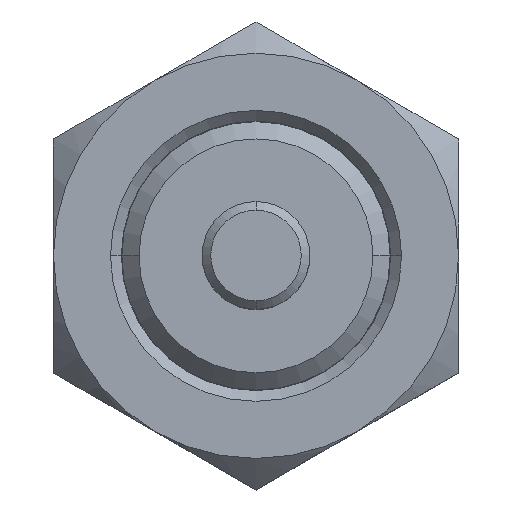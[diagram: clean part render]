
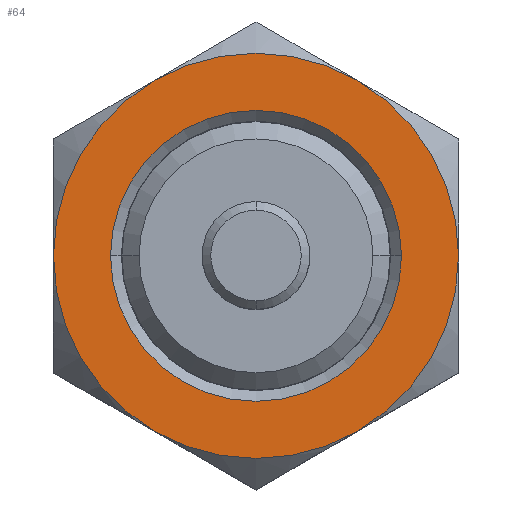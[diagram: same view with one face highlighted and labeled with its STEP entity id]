
A CAD part, top view. The second image highlights one B-rep face of the part: STEP entity #64.
In plain terms, the highlighted planar face has unit normal (0, 0, 1).
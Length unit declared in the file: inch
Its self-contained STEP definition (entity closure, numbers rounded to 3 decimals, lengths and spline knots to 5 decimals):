
#15 = AXIS2_PLACEMENT_3D ( 'NONE', #2451, #1018, #2687 ) ;
#25 = ORIENTED_EDGE ( 'NONE', *, *, #1639, .T. ) ;
#42 = DIRECTION ( 'NONE',  ( 0., 0., -1. ) ) ;
#64 = ADVANCED_FACE ( 'NONE', ( #2760, #920 ), #2045, .F. ) ;
#77 = CARTESIAN_POINT ( 'NONE',  ( 0.3375, 0., 0.19 ) ) ;
#144 = CIRCLE ( 'NONE', #591, 0.47 ) ;
#248 = CIRCLE ( 'NONE', #2753, 0.3375 ) ;
#260 = CARTESIAN_POINT ( 'NONE',  ( -0.47, 0., 0.19 ) ) ;
#475 = CARTESIAN_POINT ( 'NONE',  ( -0.235, 0.40703, 0.19 ) ) ;
#497 = VERTEX_POINT ( 'NONE', #2650 ) ;
#508 = CIRCLE ( 'NONE', #659, 0.47 ) ;
#571 = VERTEX_POINT ( 'NONE', #2442 ) ;
#591 = AXIS2_PLACEMENT_3D ( 'NONE', #882, #2569, #1133 ) ;
#600 = EDGE_CURVE ( 'NONE', #2874, #571, #1664, .T. ) ;
#607 = DIRECTION ( 'NONE',  ( 0., 0., -1. ) ) ;
#659 = AXIS2_PLACEMENT_3D ( 'NONE', #2263, #820, #2503 ) ;
#685 = DIRECTION ( 'NONE',  ( 0., 0., -1. ) ) ;
#717 = DIRECTION ( 'NONE',  ( 0., 0., -1. ) ) ;
#771 = AXIS2_PLACEMENT_3D ( 'NONE', #1494, #42, #1736 ) ;
#820 = DIRECTION ( 'NONE',  ( 0., 0., 1. ) ) ;
#871 = EDGE_CURVE ( 'NONE', #497, #2248, #248, .T. ) ;
#882 = CARTESIAN_POINT ( 'NONE',  ( 0., 0., 0.19 ) ) ;
#885 = AXIS2_PLACEMENT_3D ( 'NONE', #1379, #3058, #1614 ) ;
#911 = CARTESIAN_POINT ( 'NONE',  ( -0.235, -0.40703, 0.19 ) ) ;
#920 = FACE_OUTER_BOUND ( 'NONE', #2254, .T. ) ;
#958 = VERTEX_POINT ( 'NONE', #2363 ) ;
#1018 = DIRECTION ( 'NONE',  ( 0., 0., -1. ) ) ;
#1118 = VERTEX_POINT ( 'NONE', #260 ) ;
#1133 = DIRECTION ( 'NONE',  ( -1., 0., 0. ) ) ;
#1378 = DIRECTION ( 'NONE',  ( 0., 0., -1. ) ) ;
#1379 = CARTESIAN_POINT ( 'NONE',  ( 0., 0., 0.19 ) ) ;
#1387 = EDGE_CURVE ( 'NONE', #958, #1983, #1692, .T. ) ;
#1457 = ORIENTED_EDGE ( 'NONE', *, *, #2082, .T. ) ;
#1494 = CARTESIAN_POINT ( 'NONE',  ( 0., 0., 0.19 ) ) ;
#1539 = AXIS2_PLACEMENT_3D ( 'NONE', #1583, #607, #2306 ) ;
#1559 = CARTESIAN_POINT ( 'NONE',  ( 0.47, 0., 0.19 ) ) ;
#1583 = CARTESIAN_POINT ( 'NONE',  ( 0., 0.54271, 0.19 ) ) ;
#1614 = DIRECTION ( 'NONE',  ( -1., 0., 0. ) ) ;
#1639 = EDGE_CURVE ( 'NONE', #2642, #571, #508, .T. ) ;
#1664 = CIRCLE ( 'NONE', #15, 0.47 ) ;
#1692 = CIRCLE ( 'NONE', #885, 0.47 ) ;
#1736 = DIRECTION ( 'NONE',  ( -1., 0., 0. ) ) ;
#1858 = ORIENTED_EDGE ( 'NONE', *, *, #2712, .F. ) ;
#1880 = AXIS2_PLACEMENT_3D ( 'NONE', #2130, #685, #2377 ) ;
#1983 = VERTEX_POINT ( 'NONE', #911 ) ;
#2045 = PLANE ( 'NONE',  #1539 ) ;
#2082 = EDGE_CURVE ( 'NONE', #2248, #497, #2818, .T. ) ;
#2130 = CARTESIAN_POINT ( 'NONE',  ( 0., 0., 0.19 ) ) ;
#2162 = CARTESIAN_POINT ( 'NONE',  ( 0., 0., 0.19 ) ) ;
#2163 = CIRCLE ( 'NONE', #3026, 0.47 ) ;
#2248 = VERTEX_POINT ( 'NONE', #77 ) ;
#2254 = EDGE_LOOP ( 'NONE', ( #2421, #1858, #2866, #2538, #25, #2919 ) ) ;
#2263 = CARTESIAN_POINT ( 'NONE',  ( 0., 0., 0.19 ) ) ;
#2306 = DIRECTION ( 'NONE',  ( -1., 0., 0. ) ) ;
#2363 = CARTESIAN_POINT ( 'NONE',  ( 0.235, -0.40703, 0.19 ) ) ;
#2377 = DIRECTION ( 'NONE',  ( -1., 0., 0. ) ) ;
#2408 = DIRECTION ( 'NONE',  ( -1., 0., 0. ) ) ;
#2421 = ORIENTED_EDGE ( 'NONE', *, *, #2541, .F. ) ;
#2435 = CIRCLE ( 'NONE', #771, 0.47 ) ;
#2442 = CARTESIAN_POINT ( 'NONE',  ( 0.235, 0.40703, 0.19 ) ) ;
#2451 = CARTESIAN_POINT ( 'NONE',  ( 0., 0., 0.19 ) ) ;
#2503 = DIRECTION ( 'NONE',  ( 1., 0., 0. ) ) ;
#2538 = ORIENTED_EDGE ( 'NONE', *, *, #2984, .F. ) ;
#2541 = EDGE_CURVE ( 'NONE', #1118, #2874, #2435, .T. ) ;
#2569 = DIRECTION ( 'NONE',  ( 0., 0., -1. ) ) ;
#2642 = VERTEX_POINT ( 'NONE', #1559 ) ;
#2650 = CARTESIAN_POINT ( 'NONE',  ( -0.3375, 0., 0.19 ) ) ;
#2687 = DIRECTION ( 'NONE',  ( -1., 0., 0. ) ) ;
#2712 = EDGE_CURVE ( 'NONE', #1983, #1118, #144, .T. ) ;
#2753 = AXIS2_PLACEMENT_3D ( 'NONE', #2800, #1378, #3056 ) ;
#2760 = FACE_BOUND ( 'NONE', #2878, .T. ) ;
#2800 = CARTESIAN_POINT ( 'NONE',  ( 0., 0., 0.19 ) ) ;
#2818 = CIRCLE ( 'NONE', #1880, 0.3375 ) ;
#2837 = ORIENTED_EDGE ( 'NONE', *, *, #871, .T. ) ;
#2866 = ORIENTED_EDGE ( 'NONE', *, *, #1387, .F. ) ;
#2874 = VERTEX_POINT ( 'NONE', #475 ) ;
#2878 = EDGE_LOOP ( 'NONE', ( #1457, #2837 ) ) ;
#2919 = ORIENTED_EDGE ( 'NONE', *, *, #600, .F. ) ;
#2984 = EDGE_CURVE ( 'NONE', #2642, #958, #2163, .T. ) ;
#3026 = AXIS2_PLACEMENT_3D ( 'NONE', #2162, #717, #2408 ) ;
#3056 = DIRECTION ( 'NONE',  ( -1., 0., 0. ) ) ;
#3058 = DIRECTION ( 'NONE',  ( 0., 0., -1. ) ) ;
